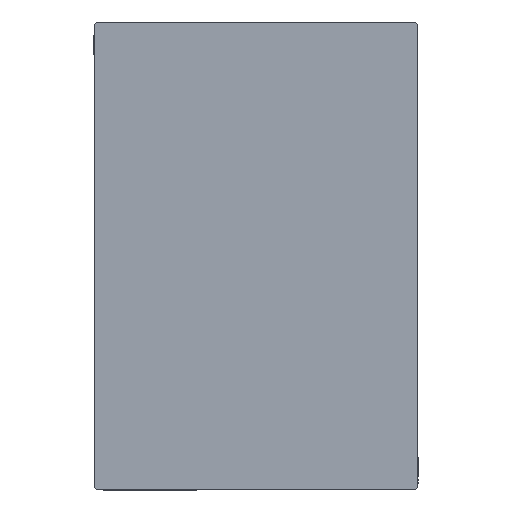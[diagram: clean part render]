
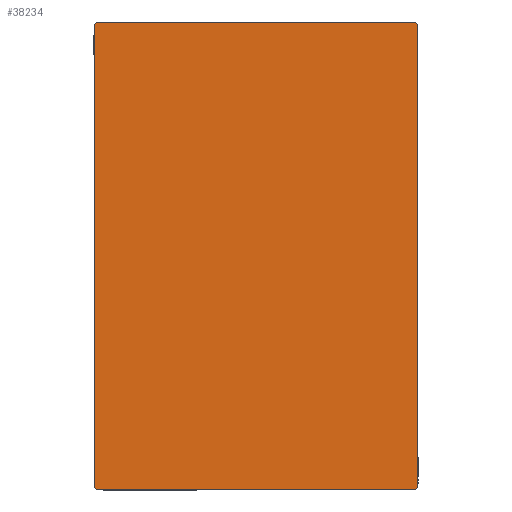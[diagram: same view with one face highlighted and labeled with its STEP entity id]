
A CAD part, left-side view. The second image highlights one B-rep face of the part: STEP entity #38234.
In plain terms, the highlighted face is planar.
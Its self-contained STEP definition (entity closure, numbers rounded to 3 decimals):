
#360 = VECTOR ( 'NONE', #37936, 1000. ) ;
#1603 = EDGE_CURVE ( 'NONE', #13103, #15093, #28235, .T. ) ;
#2042 = LINE ( 'NONE', #18955, #6911 ) ;
#2386 = LINE ( 'NONE', #15612, #34353 ) ;
#2623 = CARTESIAN_POINT ( 'NONE',  ( 70., 22.5, -32.5 ) ) ;
#2855 = CARTESIAN_POINT ( 'NONE',  ( 70., -22.5, -32.2 ) ) ;
#3230 = LINE ( 'NONE', #29472, #27307 ) ;
#3924 = CARTESIAN_POINT ( 'NONE',  ( 70., 22.2, -32.5 ) ) ;
#4532 = DIRECTION ( 'NONE',  ( 0., 0., -1. ) ) ;
#5724 = CARTESIAN_POINT ( 'NONE',  ( 70., 22.2, 32.5 ) ) ;
#5863 = DIRECTION ( 'NONE',  ( 0., -0.707, -0.707 ) ) ;
#6911 = VECTOR ( 'NONE', #28927, 1000. ) ;
#8144 = CARTESIAN_POINT ( 'NONE',  ( 70., -22.5, 32.2 ) ) ;
#8252 = VECTOR ( 'NONE', #5863, 1000. ) ;
#8739 = CARTESIAN_POINT ( 'NONE',  ( 70., 22.5, 32.2 ) ) ;
#8887 = EDGE_CURVE ( 'NONE', #17218, #13103, #2386, .T. ) ;
#9104 = CARTESIAN_POINT ( 'NONE',  ( 70., -22.2, 32.5 ) ) ;
#11032 = PLANE ( 'NONE',  #36289 ) ;
#11202 = ORIENTED_EDGE ( 'NONE', *, *, #42754, .T. ) ;
#13103 = VERTEX_POINT ( 'NONE', #16338 ) ;
#13304 = LINE ( 'NONE', #23069, #34227 ) ;
#13409 = DIRECTION ( 'NONE',  ( 0., 0.707, 0.707 ) ) ;
#15093 = VERTEX_POINT ( 'NONE', #8739 ) ;
#15612 = CARTESIAN_POINT ( 'NONE',  ( 70., 27.35, -27.35 ) ) ;
#15839 = LINE ( 'NONE', #16049, #31227 ) ;
#16049 = CARTESIAN_POINT ( 'NONE',  ( 70., -22.5, 32.5 ) ) ;
#16338 = CARTESIAN_POINT ( 'NONE',  ( 70., 22.5, -32.2 ) ) ;
#16775 = DIRECTION ( 'NONE',  ( 0., 0.707, -0.707 ) ) ;
#16844 = VERTEX_POINT ( 'NONE', #5724 ) ;
#17107 = CARTESIAN_POINT ( 'NONE',  ( 70., 0., 0. ) ) ;
#17218 = VERTEX_POINT ( 'NONE', #3924 ) ;
#18955 = CARTESIAN_POINT ( 'NONE',  ( 70., 27.35, 27.35 ) ) ;
#19273 = EDGE_CURVE ( 'NONE', #42580, #35865, #32326, .T. ) ;
#19312 = DIRECTION ( 'NONE',  ( 0., 0., -1. ) ) ;
#21011 = DIRECTION ( 'NONE',  ( 1., 0., 0. ) ) ;
#21249 = EDGE_LOOP ( 'NONE', ( #11202, #23426, #27103, #41622, #27223, #33506, #23161, #41408 ) ) ;
#22534 = DIRECTION ( 'NONE',  ( 0., -1., 0. ) ) ;
#23069 = CARTESIAN_POINT ( 'NONE',  ( 70., -27.35, -27.35 ) ) ;
#23161 = ORIENTED_EDGE ( 'NONE', *, *, #28767, .T. ) ;
#23426 = ORIENTED_EDGE ( 'NONE', *, *, #8887, .T. ) ;
#24975 = DIRECTION ( 'NONE',  ( 0., 0., 1. ) ) ;
#26796 = EDGE_CURVE ( 'NONE', #15093, #16844, #2042, .T. ) ;
#27103 = ORIENTED_EDGE ( 'NONE', *, *, #1603, .T. ) ;
#27223 = ORIENTED_EDGE ( 'NONE', *, *, #39888, .T. ) ;
#27307 = VECTOR ( 'NONE', #22534, 1000. ) ;
#27486 = VERTEX_POINT ( 'NONE', #29889 ) ;
#28235 = LINE ( 'NONE', #2623, #36388 ) ;
#28373 = CARTESIAN_POINT ( 'NONE',  ( 70., -22.5, -32.5 ) ) ;
#28767 = EDGE_CURVE ( 'NONE', #35865, #35024, #15839, .T. ) ;
#28927 = DIRECTION ( 'NONE',  ( 0., -0.707, 0.707 ) ) ;
#29472 = CARTESIAN_POINT ( 'NONE',  ( 70., 22.5, 32.5 ) ) ;
#29889 = CARTESIAN_POINT ( 'NONE',  ( 70., -22.2, -32.5 ) ) ;
#31227 = VECTOR ( 'NONE', #19312, 1000. ) ;
#31836 = LINE ( 'NONE', #28373, #360 ) ;
#32326 = LINE ( 'NONE', #35384, #8252 ) ;
#33506 = ORIENTED_EDGE ( 'NONE', *, *, #19273, .T. ) ;
#34227 = VECTOR ( 'NONE', #16775, 1000. ) ;
#34353 = VECTOR ( 'NONE', #13409, 1000. ) ;
#35024 = VERTEX_POINT ( 'NONE', #2855 ) ;
#35384 = CARTESIAN_POINT ( 'NONE',  ( 70., -27.35, 27.35 ) ) ;
#35865 = VERTEX_POINT ( 'NONE', #8144 ) ;
#36289 = AXIS2_PLACEMENT_3D ( 'NONE', #17107, #21011, #4532 ) ;
#36388 = VECTOR ( 'NONE', #24975, 1000. ) ;
#37594 = EDGE_CURVE ( 'NONE', #35024, #27486, #13304, .T. ) ;
#37936 = DIRECTION ( 'NONE',  ( 0., 1., 0. ) ) ;
#38234 = ADVANCED_FACE ( 'NONE', ( #40767 ), #11032, .T. ) ;
#39888 = EDGE_CURVE ( 'NONE', #16844, #42580, #3230, .T. ) ;
#40767 = FACE_OUTER_BOUND ( 'NONE', #21249, .T. ) ;
#41408 = ORIENTED_EDGE ( 'NONE', *, *, #37594, .T. ) ;
#41622 = ORIENTED_EDGE ( 'NONE', *, *, #26796, .T. ) ;
#42580 = VERTEX_POINT ( 'NONE', #9104 ) ;
#42754 = EDGE_CURVE ( 'NONE', #27486, #17218, #31836, .T. ) ;
